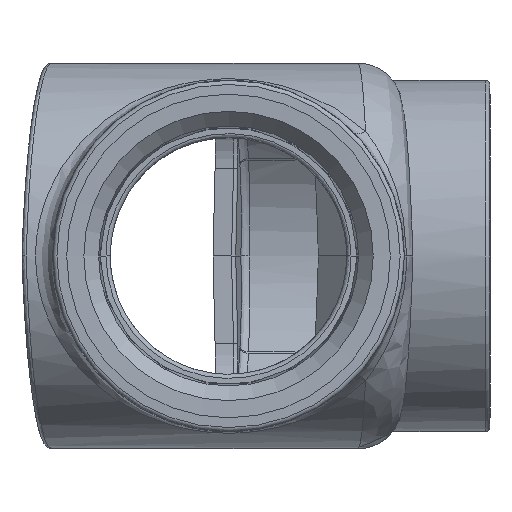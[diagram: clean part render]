
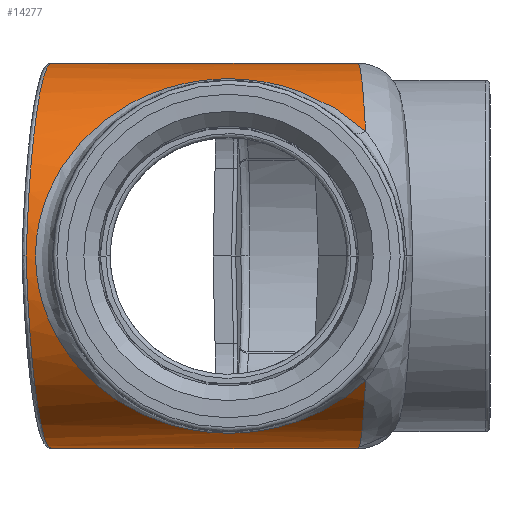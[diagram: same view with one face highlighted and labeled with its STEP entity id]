
A CAD part, left-side view. The second image highlights one B-rep face of the part: STEP entity #14277.
In plain terms, the highlighted cylindrical face has radius 71.438 mm (diameter 142.875 mm), a partial arc.
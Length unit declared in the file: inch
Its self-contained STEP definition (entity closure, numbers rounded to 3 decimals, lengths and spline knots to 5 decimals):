
#902=B_SPLINE_CURVE_WITH_KNOTS('',3,(#33674,#33675,#33676,#33677,#33678,
#33679,#33680,#33681,#33682,#33683,#33684,#33685,#33686,#33687,#33688,#33689,
#33690,#33691,#33692,#33693,#33694,#33695,#33696,#33697,#33698,#33699,#33700,
#33701,#33702,#33703,#33704,#33705,#33706,#33707),.UNSPECIFIED.,.F.,.F.,
(4,1,1,1,1,1,1,1,1,1,1,1,1,1,1,1,1,1,1,1,1,1,1,1,1,1,1,1,1,1,1,4),(-37.51719,
-36.17729,-35.50734,-34.83739,-33.49749,
-32.82754,-32.15759,-31.56208,-30.96657,
-30.37106,-29.47779,-28.58453,-26.79799,
-25.01146,-23.22493,-21.43839,-19.65186,
-17.86533,-16.0788,-14.29226,-12.50573,
-10.7192,-8.93266,-8.0394,-7.14613,
-6.25287,-5.3596,-4.68965,-4.0197,
-2.6798,-1.3399,0.),.UNSPECIFIED.);
#2329=FACE_OUTER_BOUND('',#3216,.T.);
#3216=EDGE_LOOP('',(#12136,#12137,#12138,#12139,#12140,#12141,#12142));
#3962=LINE('',#33760,#4909);
#3983=LINE('',#34238,#4930);
#4909=VECTOR('',#17843,0.3937);
#4930=VECTOR('',#17904,0.3937);
#5666=ELLIPSE('',#15415,2.81531,2.8125);
#5667=ELLIPSE('',#15416,2.81531,2.8125);
#5668=ELLIPSE('',#15418,2.82889,2.8125);
#5672=ELLIPSE('',#15424,2.82889,2.8125);
#6516=VERTEX_POINT('',#32867);
#6519=VERTEX_POINT('',#32937);
#6520=VERTEX_POINT('',#32947);
#6524=VERTEX_POINT('',#32956);
#6553=VERTEX_POINT('',#33467);
#6554=VERTEX_POINT('',#33809);
#6558=VERTEX_POINT('',#33934);
#8470=EDGE_CURVE('',#6553,#6516,#5666,.T.);
#8471=EDGE_CURVE('',#6516,#6519,#902,.T.);
#8472=EDGE_CURVE('',#6519,#6520,#5667,.T.);
#8474=EDGE_CURVE('',#6524,#6520,#3962,.T.);
#8475=EDGE_CURVE('',#6524,#6554,#5668,.T.);
#8482=EDGE_CURVE('',#6554,#6558,#5672,.T.);
#8533=EDGE_CURVE('',#6553,#6558,#3983,.T.);
#12136=ORIENTED_EDGE('',*,*,#8475,.F.);
#12137=ORIENTED_EDGE('',*,*,#8474,.T.);
#12138=ORIENTED_EDGE('',*,*,#8472,.F.);
#12139=ORIENTED_EDGE('',*,*,#8471,.F.);
#12140=ORIENTED_EDGE('',*,*,#8470,.F.);
#12141=ORIENTED_EDGE('',*,*,#8533,.T.);
#12142=ORIENTED_EDGE('',*,*,#8482,.F.);
#13685=CYLINDRICAL_SURFACE('',#15437,2.8125);
#14277=ADVANCED_FACE('',(#2329),#13685,.T.);
#15415=AXIS2_PLACEMENT_3D('',#33469,#17836,#17837);
#15416=AXIS2_PLACEMENT_3D('',#33757,#17838,#17839);
#15418=AXIS2_PLACEMENT_3D('',#33810,#17844,#17845);
#15424=AXIS2_PLACEMENT_3D('',#33935,#17857,#17858);
#15437=AXIS2_PLACEMENT_3D('',#34237,#17902,#17903);
#17836=DIRECTION('center_axis',(0.04,-0.999,0.02));
#17837=DIRECTION('ref_axis',(-0.889,-0.045,-0.455));
#17838=DIRECTION('center_axis',(0.04,-0.999,-0.02));
#17839=DIRECTION('ref_axis',(-0.889,-0.045,0.455));
#17843=DIRECTION('',(0.,-1.,0.));
#17844=DIRECTION('center_axis',(0.104,0.994,-0.026));
#17845=DIRECTION('ref_axis',(-0.966,0.107,0.237));
#17857=DIRECTION('center_axis',(0.104,0.994,0.026));
#17858=DIRECTION('ref_axis',(-0.966,0.107,-0.237));
#17902=DIRECTION('center_axis',(0.,1.,0.));
#17903=DIRECTION('ref_axis',(0.,0.,-1.));
#17904=DIRECTION('',(0.,1.,0.));
#32867=CARTESIAN_POINT('',(-23.631,-1.99872,1.81718));
#32937=CARTESIAN_POINT('',(-23.631,-1.99872,-1.81718));
#32947=CARTESIAN_POINT('',(-21.48438,-1.89297,-2.8125));
#32956=CARTESIAN_POINT('',(-21.48438,2.58128,-2.8125));
#33467=CARTESIAN_POINT('',(-21.48438,-1.89297,2.8125));
#33469=CARTESIAN_POINT('Origin',(-21.48438,-1.95032,0.));
#33674=CARTESIAN_POINT('Ctrl Pts',(-23.631,-1.99872,1.81718));
#33675=CARTESIAN_POINT('Ctrl Pts',(-23.54776,-1.89271,
1.91552));
#33676=CARTESIAN_POINT('Ctrl Pts',(-23.41739,-1.72341,
2.04895));
#33677=CARTESIAN_POINT('Ctrl Pts',(-23.23976,-1.47975,
2.19963));
#33678=CARTESIAN_POINT('Ctrl Pts',(-23.06257,-1.22363,
2.33246));
#33679=CARTESIAN_POINT('Ctrl Pts',(-22.89021,-0.94833,
2.4388));
#33680=CARTESIAN_POINT('Ctrl Pts',(-22.74148,-0.64737,
2.51677));
#33681=CARTESIAN_POINT('Ctrl Pts',(-22.65486,-0.41505,
2.55775));
#33682=CARTESIAN_POINT('Ctrl Pts',(-22.60257,-0.17781,
2.58071));
#33683=CARTESIAN_POINT('Ctrl Pts',(-22.59154,0.05759,
2.5854));
#33684=CARTESIAN_POINT('Ctrl Pts',(-22.62808,0.32928,
2.56972));
#33685=CARTESIAN_POINT('Ctrl Pts',(-22.72615,0.62089,
2.52496));
#33686=CARTESIAN_POINT('Ctrl Pts',(-22.92765,1.02059,2.41943));
#33687=CARTESIAN_POINT('Ctrl Pts',(-23.22355,1.46565,2.22599));
#33688=CARTESIAN_POINT('Ctrl Pts',(-23.57877,1.93648,1.8998));
#33689=CARTESIAN_POINT('Ctrl Pts',(-23.90161,2.33827,1.47358));
#33690=CARTESIAN_POINT('Ctrl Pts',(-24.15664,2.64604,0.94543));
#33691=CARTESIAN_POINT('Ctrl Pts',(-24.30282,2.81957,0.3279));
#33692=CARTESIAN_POINT('Ctrl Pts',(-24.30296,2.81971,-0.32779));
#33693=CARTESIAN_POINT('Ctrl Pts',(-24.15664,2.64609,-0.94522));
#33694=CARTESIAN_POINT('Ctrl Pts',(-23.9017,2.33829,-1.47353));
#33695=CARTESIAN_POINT('Ctrl Pts',(-23.57883,1.93667,-1.89967));
#33696=CARTESIAN_POINT('Ctrl Pts',(-23.2236,1.46546,-2.22605));
#33697=CARTESIAN_POINT('Ctrl Pts',(-22.92733,1.02028,-2.41959));
#33698=CARTESIAN_POINT('Ctrl Pts',(-22.72615,0.6206,
-2.52499));
#33699=CARTESIAN_POINT('Ctrl Pts',(-22.61546,0.29262,
-2.57542));
#33700=CARTESIAN_POINT('Ctrl Pts',(-22.58231,-0.0615,
-2.58923));
#33701=CARTESIAN_POINT('Ctrl Pts',(-22.64162,-0.37989,
-2.56401));
#33702=CARTESIAN_POINT('Ctrl Pts',(-22.74161,-0.64756,
-2.51671));
#33703=CARTESIAN_POINT('Ctrl Pts',(-22.89021,-0.94835,
-2.43881));
#33704=CARTESIAN_POINT('Ctrl Pts',(-23.10572,-1.29252,
-2.30582));
#33705=CARTESIAN_POINT('Ctrl Pts',(-23.37389,-1.66701,
-2.09342));
#33706=CARTESIAN_POINT('Ctrl Pts',(-23.54776,-1.89271,
-1.91552));
#33707=CARTESIAN_POINT('Ctrl Pts',(-23.631,-1.99872,-1.81718));
#33757=CARTESIAN_POINT('Origin',(-21.48438,-1.95032,0.));
#33760=CARTESIAN_POINT('',(-21.48438,0.,-2.8125));
#33809=CARTESIAN_POINT('',(-24.29688,2.94905,0.));
#33810=CARTESIAN_POINT('Origin',(-21.48438,2.6537,0.));
#33934=CARTESIAN_POINT('',(-21.48438,2.58128,2.8125));
#33935=CARTESIAN_POINT('Origin',(-21.48438,2.6537,0.));
#34237=CARTESIAN_POINT('Origin',(-21.48438,0.,0.));
#34238=CARTESIAN_POINT('',(-21.48438,0.,2.8125));
